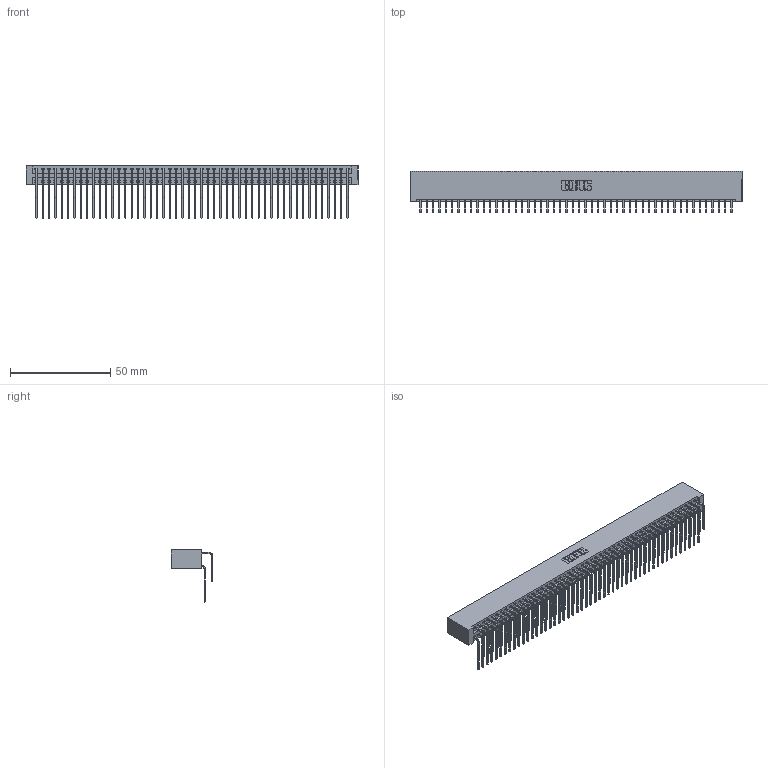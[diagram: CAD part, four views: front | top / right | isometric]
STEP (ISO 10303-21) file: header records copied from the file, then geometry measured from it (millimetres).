
FILE_DESCRIPTION (( 'STEP AP203' ), '1' );
FILE_NAME ('396-100-559-201.STEP', '2018-09-14T08:19:07', ( '' ), ( '' ), 'SwSTEP 2.0', 'SolidWorks 2016', '' );
FILE_SCHEMA (( 'CONFIG_CONTROL_DESIGN' ));
Length unit declared in the file: inch
Products named in the file (4): 346 Part_No Mounting Lugs; 345-292-001_558 559 Tail - 1; 345-292-001_559 Tail - 2; 396-100-559-201
Assembly tree (101 placements, depth 2):
  396-100-559-201
    346 Part_No Mounting Lugs
    345-292-001_558 559 Tail - 1  x50
    345-292-001_559 Tail - 2  x50
Bounding box: 165.99 x 20.89 x 26.16 mm (x, y, z)
Volume: 17398.3 mm3; surface area: 26971.5 mm2
Topology: 101 solids, 101 shells, 5514 faces, 16405 edges, 10802 vertices
Faces by surface type: plane 3772, cylinder 1742
Entity records: 33061 total; most frequent: CARTESIAN_POINT 5487, ORIENTED_EDGE 5370, DIRECTION 4853, EDGE_CURVE 2685, LINE 2321, VECTOR 2321, VERTEX_POINT 1786, AXIS2_PLACEMENT_3D 1266
